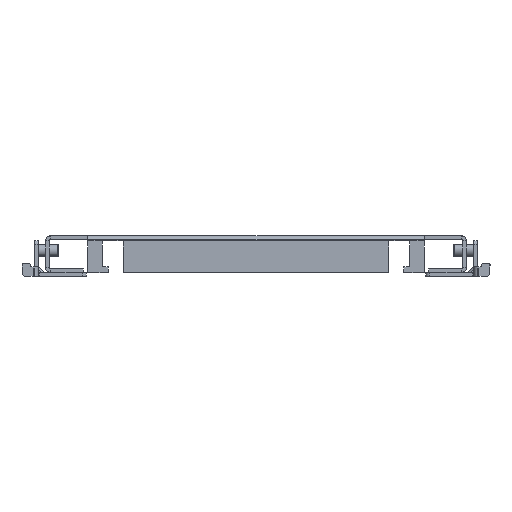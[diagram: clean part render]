
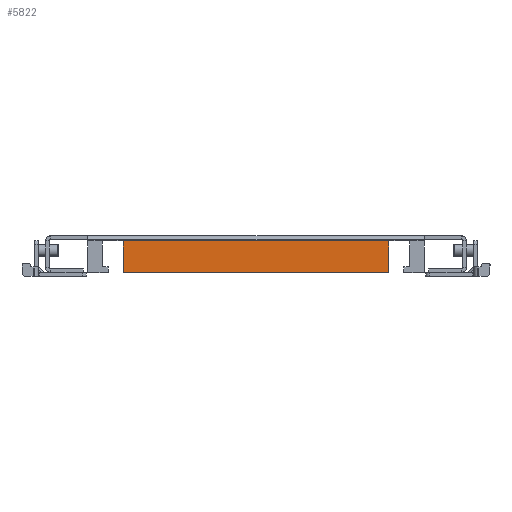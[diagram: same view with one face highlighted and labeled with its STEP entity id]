
A CAD part, front view. The second image highlights one B-rep face of the part: STEP entity #5822.
In plain terms, the highlighted planar face has unit normal (0, -1, 0).
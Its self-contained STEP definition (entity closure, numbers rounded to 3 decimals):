
#33 = CARTESIAN_POINT ( 'NONE',  ( 52.6, 0., -1. ) ) ;
#262 = CARTESIAN_POINT ( 'NONE',  ( 28.5, 0., 0. ) ) ;
#315 = DIRECTION ( 'NONE',  ( 0., 0., -1. ) ) ;
#519 = VERTEX_POINT ( 'NONE', #5084 ) ;
#705 = VERTEX_POINT ( 'NONE', #9862 ) ;
#769 = CARTESIAN_POINT ( 'NONE',  ( 232.4, 0., -22.5 ) ) ;
#993 = LINE ( 'NONE', #10224, #3115 ) ;
#1007 = EDGE_CURVE ( 'NONE', #705, #3213, #5006, .T. ) ;
#1163 = DIRECTION ( 'NONE',  ( 0., 0., -1. ) ) ;
#1498 = EDGE_LOOP ( 'NONE', ( #6280, #11277, #10844, #1506 ) ) ;
#1506 = ORIENTED_EDGE ( 'NONE', *, *, #1007, .T. ) ;
#2146 = EDGE_CURVE ( 'NONE', #9207, #519, #8086, .T. ) ;
#2372 = VECTOR ( 'NONE', #315, 1000. ) ;
#2600 = VECTOR ( 'NONE', #8429, 1000. ) ;
#2984 = DIRECTION ( 'NONE',  ( 0., 0., 1. ) ) ;
#3115 = VECTOR ( 'NONE', #2984, 1000. ) ;
#3213 = VERTEX_POINT ( 'NONE', #33 ) ;
#3262 = AXIS2_PLACEMENT_3D ( 'NONE', #262, #6558, #1163 ) ;
#3565 = VECTOR ( 'NONE', #5533, 1000. ) ;
#5006 = LINE ( 'NONE', #7519, #2600 ) ;
#5084 = CARTESIAN_POINT ( 'NONE',  ( 52.6, 0., -22.5 ) ) ;
#5533 = DIRECTION ( 'NONE',  ( -1., 0., 0. ) ) ;
#5822 = ADVANCED_FACE ( 'NONE', ( #6594 ), #9256, .T. ) ;
#6280 = ORIENTED_EDGE ( 'NONE', *, *, #8864, .T. ) ;
#6558 = DIRECTION ( 'NONE',  ( 0., -1., 0. ) ) ;
#6594 = FACE_OUTER_BOUND ( 'NONE', #1498, .T. ) ;
#7125 = EDGE_CURVE ( 'NONE', #9207, #705, #993, .T. ) ;
#7519 = CARTESIAN_POINT ( 'NONE',  ( 28.5, 0., -1. ) ) ;
#8086 = LINE ( 'NONE', #8263, #3565 ) ;
#8263 = CARTESIAN_POINT ( 'NONE',  ( 28.5, 0., -22.5 ) ) ;
#8429 = DIRECTION ( 'NONE',  ( -1., 0., 0. ) ) ;
#8444 = CARTESIAN_POINT ( 'NONE',  ( 52.6, 0., -1. ) ) ;
#8864 = EDGE_CURVE ( 'NONE', #3213, #519, #9578, .T. ) ;
#9207 = VERTEX_POINT ( 'NONE', #769 ) ;
#9256 = PLANE ( 'NONE',  #3262 ) ;
#9578 = LINE ( 'NONE', #8444, #2372 ) ;
#9862 = CARTESIAN_POINT ( 'NONE',  ( 232.4, 0., -1. ) ) ;
#10224 = CARTESIAN_POINT ( 'NONE',  ( 232.4, 0., -1. ) ) ;
#10844 = ORIENTED_EDGE ( 'NONE', *, *, #7125, .T. ) ;
#11277 = ORIENTED_EDGE ( 'NONE', *, *, #2146, .F. ) ;
